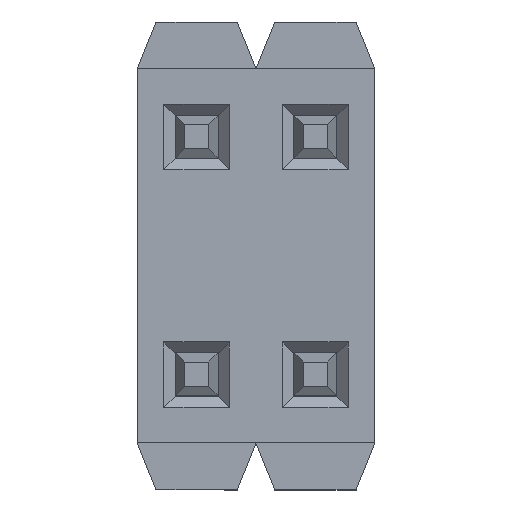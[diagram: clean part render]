
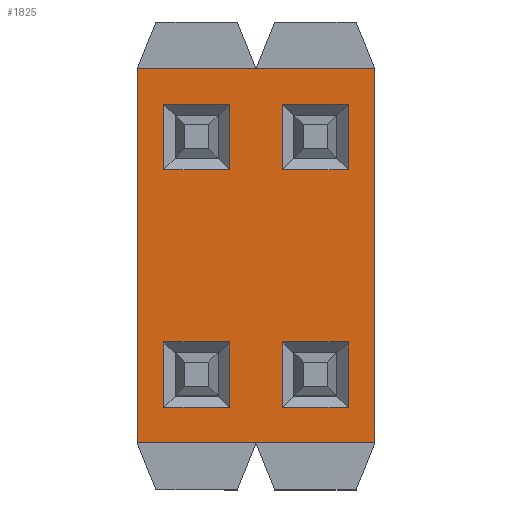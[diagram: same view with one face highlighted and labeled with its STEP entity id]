
A CAD part, top view. The second image highlights one B-rep face of the part: STEP entity #1825.
In plain terms, the highlighted planar face has unit normal (0, 0, 1).
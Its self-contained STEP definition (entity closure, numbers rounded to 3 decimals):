
#15=FACE_BOUND('',#224,.T.);
#16=FACE_BOUND('',#225,.T.);
#17=FACE_BOUND('',#226,.T.);
#18=FACE_BOUND('',#227,.T.);
#115=FACE_OUTER_BOUND('',#223,.T.);
#223=EDGE_LOOP('',(#1506,#1507,#1508,#1509));
#224=EDGE_LOOP('',(#1510,#1511,#1512,#1513));
#225=EDGE_LOOP('',(#1514,#1515,#1516,#1517));
#226=EDGE_LOOP('',(#1518,#1519,#1520,#1521));
#227=EDGE_LOOP('',(#1522,#1523,#1524,#1525));
#288=LINE('',#2523,#534);
#291=LINE('',#2528,#537);
#333=LINE('',#2615,#579);
#336=LINE('',#2620,#582);
#378=LINE('',#2707,#624);
#381=LINE('',#2712,#627);
#423=LINE('',#2799,#669);
#426=LINE('',#2804,#672);
#444=LINE('',#2841,#690);
#452=LINE('',#2858,#698);
#454=LINE('',#2861,#700);
#456=LINE('',#2865,#702);
#457=LINE('',#2867,#703);
#458=LINE('',#2870,#704);
#459=LINE('',#2872,#705);
#460=LINE('',#2873,#706);
#461=LINE('',#2875,#707);
#462=LINE('',#2876,#708);
#463=LINE('',#2878,#709);
#464=LINE('',#2879,#710);
#534=VECTOR('',#2053,1000.);
#537=VECTOR('',#2058,1000.);
#579=VECTOR('',#2138,1000.);
#582=VECTOR('',#2143,1000.);
#624=VECTOR('',#2223,1000.);
#627=VECTOR('',#2228,1000.);
#669=VECTOR('',#2308,1000.);
#672=VECTOR('',#2313,1000.);
#690=VECTOR('',#2339,1000.);
#698=VECTOR('',#2357,1000.);
#700=VECTOR('',#2361,1000.);
#702=VECTOR('',#2365,1000.);
#703=VECTOR('',#2368,1000.);
#704=VECTOR('',#2371,1000.);
#705=VECTOR('',#2372,1000.);
#706=VECTOR('',#2373,1000.);
#707=VECTOR('',#2374,1000.);
#708=VECTOR('',#2375,1000.);
#709=VECTOR('',#2376,1000.);
#710=VECTOR('',#2377,1000.);
#763=VERTEX_POINT('',#2520);
#764=VERTEX_POINT('',#2522);
#765=VERTEX_POINT('',#2526);
#790=VERTEX_POINT('',#2612);
#791=VERTEX_POINT('',#2614);
#792=VERTEX_POINT('',#2618);
#817=VERTEX_POINT('',#2704);
#818=VERTEX_POINT('',#2706);
#819=VERTEX_POINT('',#2710);
#844=VERTEX_POINT('',#2796);
#845=VERTEX_POINT('',#2798);
#846=VERTEX_POINT('',#2802);
#860=VERTEX_POINT('',#2837);
#861=VERTEX_POINT('',#2839);
#865=VERTEX_POINT('',#2857);
#866=VERTEX_POINT('',#2863);
#867=VERTEX_POINT('',#2869);
#868=VERTEX_POINT('',#2871);
#869=VERTEX_POINT('',#2874);
#870=VERTEX_POINT('',#2877);
#928=EDGE_CURVE('',#764,#763,#288,.T.);
#931=EDGE_CURVE('',#763,#765,#291,.T.);
#973=EDGE_CURVE('',#791,#790,#333,.T.);
#976=EDGE_CURVE('',#790,#792,#336,.T.);
#1018=EDGE_CURVE('',#818,#817,#378,.T.);
#1021=EDGE_CURVE('',#817,#819,#381,.T.);
#1063=EDGE_CURVE('',#845,#844,#423,.T.);
#1066=EDGE_CURVE('',#844,#846,#426,.T.);
#1084=EDGE_CURVE('',#861,#860,#444,.T.);
#1092=EDGE_CURVE('',#865,#764,#452,.T.);
#1094=EDGE_CURVE('',#765,#865,#454,.T.);
#1096=EDGE_CURVE('',#792,#866,#456,.T.);
#1097=EDGE_CURVE('',#866,#791,#457,.T.);
#1098=EDGE_CURVE('',#867,#860,#458,.T.);
#1099=EDGE_CURVE('',#868,#861,#459,.T.);
#1100=EDGE_CURVE('',#868,#867,#460,.T.);
#1101=EDGE_CURVE('',#846,#869,#461,.T.);
#1102=EDGE_CURVE('',#869,#845,#462,.T.);
#1103=EDGE_CURVE('',#870,#818,#463,.T.);
#1104=EDGE_CURVE('',#819,#870,#464,.T.);
#1506=ORIENTED_EDGE('',*,*,#1098,.T.);
#1507=ORIENTED_EDGE('',*,*,#1084,.F.);
#1508=ORIENTED_EDGE('',*,*,#1099,.F.);
#1509=ORIENTED_EDGE('',*,*,#1100,.T.);
#1510=ORIENTED_EDGE('',*,*,#931,.T.);
#1511=ORIENTED_EDGE('',*,*,#1094,.T.);
#1512=ORIENTED_EDGE('',*,*,#1092,.T.);
#1513=ORIENTED_EDGE('',*,*,#928,.T.);
#1514=ORIENTED_EDGE('',*,*,#1097,.T.);
#1515=ORIENTED_EDGE('',*,*,#973,.T.);
#1516=ORIENTED_EDGE('',*,*,#976,.T.);
#1517=ORIENTED_EDGE('',*,*,#1096,.T.);
#1518=ORIENTED_EDGE('',*,*,#1066,.T.);
#1519=ORIENTED_EDGE('',*,*,#1101,.T.);
#1520=ORIENTED_EDGE('',*,*,#1102,.T.);
#1521=ORIENTED_EDGE('',*,*,#1063,.T.);
#1522=ORIENTED_EDGE('',*,*,#1103,.T.);
#1523=ORIENTED_EDGE('',*,*,#1018,.T.);
#1524=ORIENTED_EDGE('',*,*,#1021,.T.);
#1525=ORIENTED_EDGE('',*,*,#1104,.T.);
#1717=PLANE('',#1956);
#1825=ADVANCED_FACE('',(#115,#15,#16,#17,#18),#1717,.F.);
#1956=AXIS2_PLACEMENT_3D('',#2868,#2369,#2370);
#2053=DIRECTION('',(0.,1.,0.));
#2058=DIRECTION('',(1.,0.,0.));
#2138=DIRECTION('',(0.,-1.,0.));
#2143=DIRECTION('',(-1.,0.,0.));
#2223=DIRECTION('',(0.,-1.,0.));
#2228=DIRECTION('',(-1.,0.,0.));
#2308=DIRECTION('',(0.,1.,0.));
#2313=DIRECTION('',(1.,0.,0.));
#2339=DIRECTION('',(1.,0.,0.));
#2357=DIRECTION('',(-1.,0.,0.));
#2361=DIRECTION('',(0.,-1.,0.));
#2365=DIRECTION('',(0.,1.,0.));
#2368=DIRECTION('',(1.,0.,0.));
#2369=DIRECTION('center_axis',(0.,0.,
-1.));
#2370=DIRECTION('ref_axis',(-1.,0.,0.));
#2371=DIRECTION('',(0.,1.,0.));
#2372=DIRECTION('',(0.,1.,0.));
#2373=DIRECTION('',(1.,0.,0.));
#2374=DIRECTION('',(0.,-1.,0.));
#2375=DIRECTION('',(-1.,0.,0.));
#2376=DIRECTION('',(1.,0.,0.));
#2377=DIRECTION('',(0.,1.,0.));
#2520=CARTESIAN_POINT('',(-10.063,3.304,2.244));
#2522=CARTESIAN_POINT('',(-10.063,2.604,2.244));
#2523=CARTESIAN_POINT('',(-10.063,2.204,2.244));
#2526=CARTESIAN_POINT('',(-9.363,3.304,2.244));
#2528=CARTESIAN_POINT('',(-10.348,3.304,2.244));
#2612=CARTESIAN_POINT('',(-8.093,2.604,2.244));
#2614=CARTESIAN_POINT('',(-8.093,3.304,2.244));
#2615=CARTESIAN_POINT('',(-8.093,2.204,2.244));
#2618=CARTESIAN_POINT('',(-8.793,2.604,2.244));
#2620=CARTESIAN_POINT('',(-10.348,2.604,2.244));
#2704=CARTESIAN_POINT('',(-8.093,0.064,2.244));
#2706=CARTESIAN_POINT('',(-8.093,0.764,2.244));
#2707=CARTESIAN_POINT('',(-8.093,-0.336,2.244));
#2710=CARTESIAN_POINT('',(-8.793,0.064,2.244));
#2712=CARTESIAN_POINT('',(-10.348,0.064,2.244));
#2796=CARTESIAN_POINT('',(-10.063,0.764,2.244));
#2798=CARTESIAN_POINT('',(-10.063,0.064,2.244));
#2799=CARTESIAN_POINT('',(-10.063,-0.336,2.244));
#2802=CARTESIAN_POINT('',(-9.363,0.764,2.244));
#2804=CARTESIAN_POINT('',(-10.348,0.764,2.244));
#2837=CARTESIAN_POINT('',(-7.808,3.684,2.244));
#2839=CARTESIAN_POINT('',(-10.348,3.684,2.244));
#2841=CARTESIAN_POINT('',(-10.348,3.684,2.244));
#2857=CARTESIAN_POINT('',(-9.363,2.604,2.244));
#2858=CARTESIAN_POINT('',(-10.348,2.604,2.244));
#2861=CARTESIAN_POINT('',(-9.363,2.204,2.244));
#2863=CARTESIAN_POINT('',(-8.793,3.304,2.244));
#2865=CARTESIAN_POINT('',(-8.793,2.204,2.244));
#2867=CARTESIAN_POINT('',(-10.348,3.304,2.244));
#2868=CARTESIAN_POINT('Origin',(-10.348,-0.336,2.244));
#2869=CARTESIAN_POINT('',(-7.808,-0.316,2.244));
#2870=CARTESIAN_POINT('',(-7.808,-0.836,2.244));
#2871=CARTESIAN_POINT('',(-10.348,-0.316,2.244));
#2872=CARTESIAN_POINT('',(-10.348,-0.336,2.244));
#2873=CARTESIAN_POINT('',(-10.348,-0.316,2.244));
#2874=CARTESIAN_POINT('',(-9.363,0.064,2.244));
#2875=CARTESIAN_POINT('',(-9.363,-0.336,2.244));
#2876=CARTESIAN_POINT('',(-10.348,0.064,2.244));
#2877=CARTESIAN_POINT('',(-8.793,0.764,2.244));
#2878=CARTESIAN_POINT('',(-10.348,0.764,2.244));
#2879=CARTESIAN_POINT('',(-8.793,-0.336,2.244));
